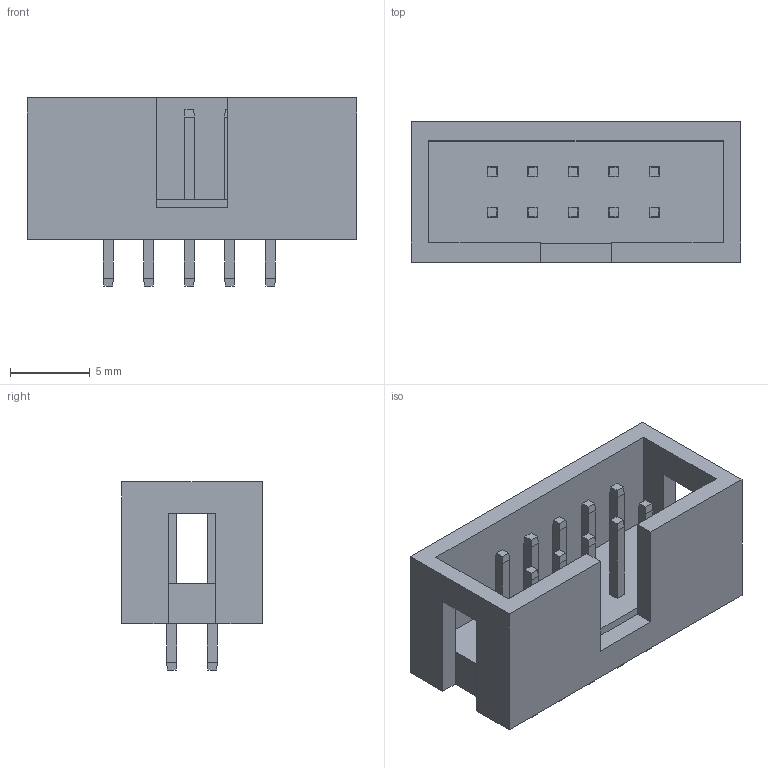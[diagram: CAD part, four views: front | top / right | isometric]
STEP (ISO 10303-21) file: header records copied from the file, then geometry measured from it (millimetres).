
FILE_DESCRIPTION (( 'STEP AP214' ), '1' );
FILE_NAME ('IDC_5X2.STEP', '2023-09-29T15:50:23', ( '' ), ( '' ), 'SwSTEP 2.0', 'SolidWorks 2016', '' );
FILE_SCHEMA (( 'AUTOMOTIVE_DESIGN' ));
Length unit declared in the file: millimetre
Products named in the file (1): IDC_5X2
Bounding box: 20.64 x 8.8 x 11.8 mm (x, y, z)
Volume: 813.1 mm3; surface area: 1358.2 mm2
Topology: 1 solids, 1 shells, 204 faces, 472 edges, 286 vertices
Faces by surface type: plane 204
Entity records: 7834 total; most frequent: CARTESIAN_POINT 963, ORIENTED_EDGE 944, DIRECTION 882, EDGE_CURVE 472, VECTOR 472, LINE 472, VERTEX_POINT 286, EDGE_LOOP 224
